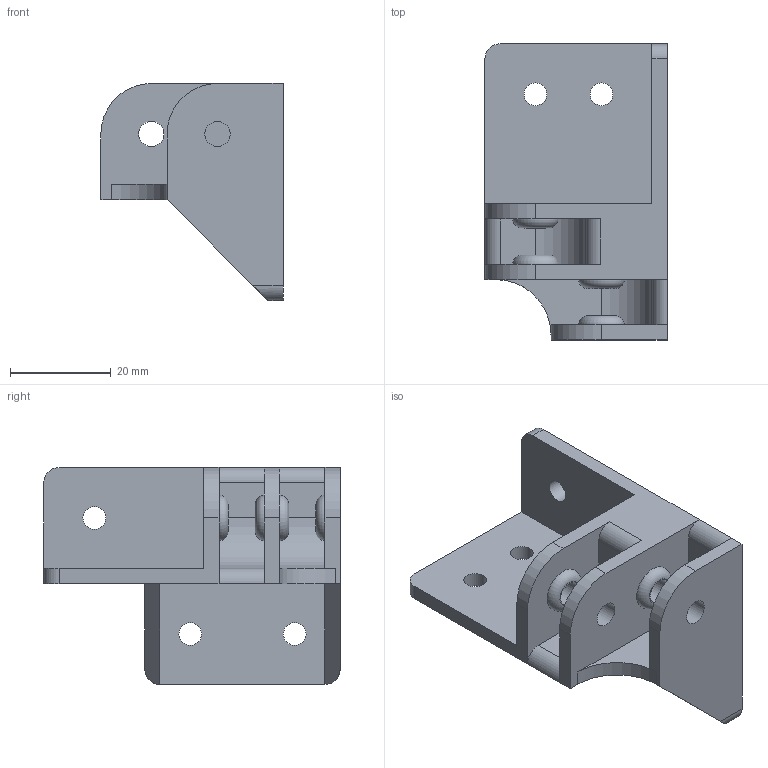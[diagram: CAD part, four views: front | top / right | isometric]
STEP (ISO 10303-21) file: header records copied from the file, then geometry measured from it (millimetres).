
FILE_DESCRIPTION(/* description */ (''),/* implementation_level */ '2;1');
FILE_NAME(/* name */ 'Idler Left.stp',/* time_stamp */ '2019-04-02T19:44:27+01:00',/* author */ ('Ax'),/* organization */ (''),/* preprocessor_version */ 'ST-DEVELOPER v17.2',/* originating_system */ 'Autodesk Inventor 2019',/* authorisation */ '');
FILE_SCHEMA (('AUTOMOTIVE_DESIGN { 1 0 10303 214 3 1 1 }'));
Length unit declared in the file: millimetre
Products named in the file (1): Idler Left
Bounding box: 36.1 x 58.7 x 43 mm (x, y, z)
Volume: 20404 mm3; surface area: 12298.1 mm2
Topology: 1 solids, 1 shells, 58 faces, 165 edges, 114 vertices
Faces by surface type: plane 32, cylinder 22, torus 4
Full cylindrical faces by diameter (mm): 4.5 x5, 5 x4
Entity records: 2015 total; most frequent: DIRECTION 360, CARTESIAN_POINT 338, ORIENTED_EDGE 330, EDGE_CURVE 165, AXIS2_PLACEMENT_3D 136, VERTEX_POINT 114, LINE 88, VECTOR 88
